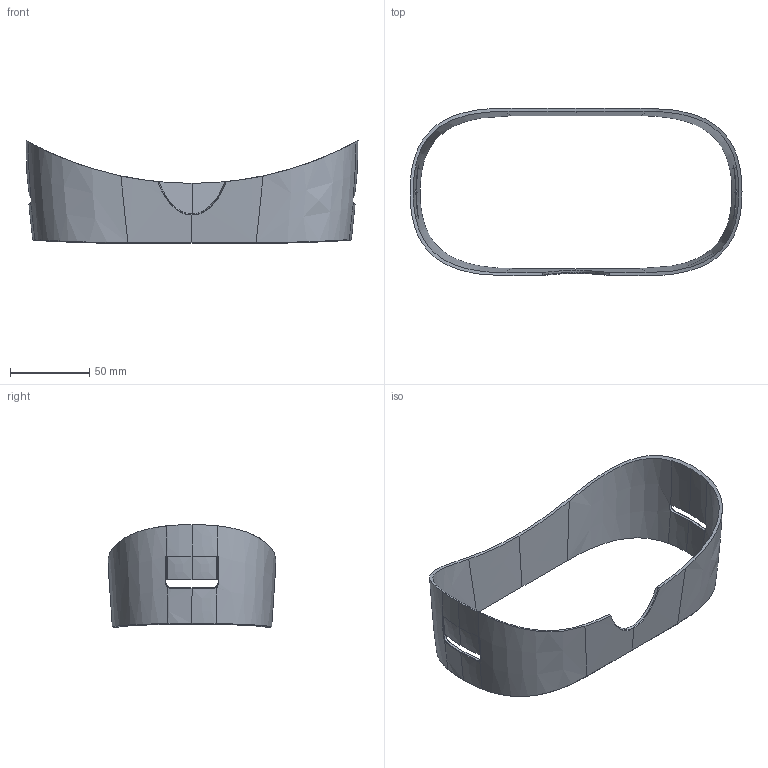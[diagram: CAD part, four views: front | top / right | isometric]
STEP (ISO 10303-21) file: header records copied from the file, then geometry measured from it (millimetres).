
FILE_DESCRIPTION((''),'2;1');
FILE_NAME('VR_HOUSING','2023-06-28T16:08:54',('Leon'),(''),'CREO PARAMETRIC BY PTC INC, 2018050','CREO PARAMETRIC BY PTC INC, 2018050','');
FILE_SCHEMA(('CONFIG_CONTROL_DESIGN'));
Length unit declared in the file: millimetre
Products named in the file (1): VR_HOUSING
Bounding box: 210 x 106 x 65 mm (x, y, z)
Volume: 50659.4 mm3; surface area: 53369.6 mm2
Topology: 1 solids, 1 shells, 100 faces, 284 edges, 179 vertices
Faces by surface type: bspline 83, plane 10, cylinder 7
Entity records: 6303 total; most frequent: CARTESIAN_POINT 4359, ORIENTED_EDGE 566, EDGE_CURVE 283, B_SPLINE_CURVE_WITH_KNOTS 218, VERTEX_POINT 179, DIRECTION 121, EDGE_LOOP 100, FACE_OUTER_BOUND 100
